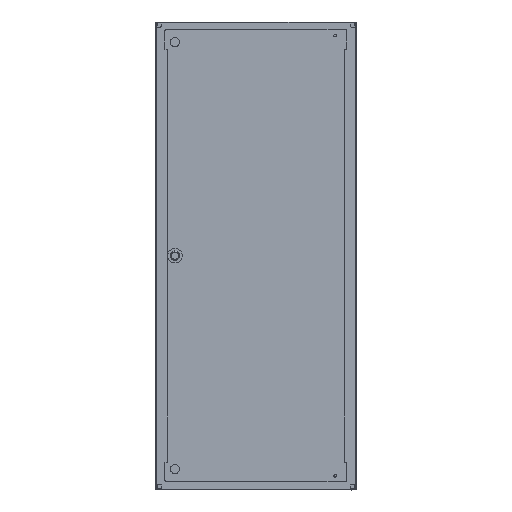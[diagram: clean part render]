
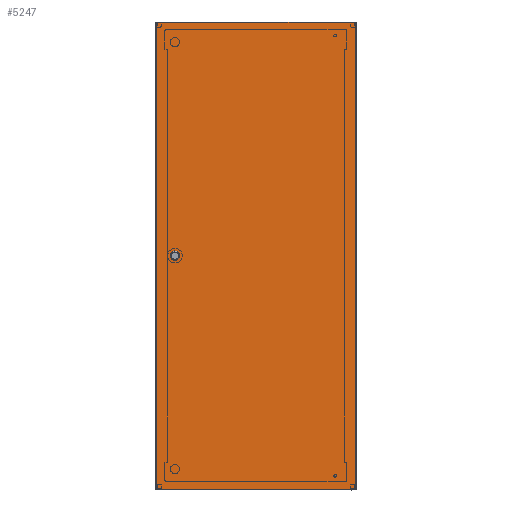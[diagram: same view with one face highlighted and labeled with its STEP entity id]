
A CAD part, top view. The second image highlights one B-rep face of the part: STEP entity #5247.
In plain terms, the highlighted face is planar.
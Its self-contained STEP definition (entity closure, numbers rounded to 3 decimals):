
#387 = FACE_OUTER_BOUND ( 'NONE', #3656, .T. ) ;
#569 = DIRECTION ( 'NONE',  ( -1., 0., 0. ) ) ;
#906 = ORIENTED_EDGE ( 'NONE', *, *, #2274, .F. ) ;
#978 = CARTESIAN_POINT ( 'NONE',  ( 228.5, 0., 0. ) ) ;
#1072 = CARTESIAN_POINT ( 'NONE',  ( 256.5, 0., 0. ) ) ;
#1205 = EDGE_CURVE ( 'NONE', #7669, #5064, #12505, .T. ) ;
#1217 = DIRECTION ( 'NONE',  ( -1., 0., 0. ) ) ;
#1267 = AXIS2_PLACEMENT_3D ( 'NONE', #2719, #12065, #1589 ) ;
#1329 = CARTESIAN_POINT ( 'NONE',  ( 297.5, -699.25, 0. ) ) ;
#1364 = DIRECTION ( 'NONE',  ( -1., 0., 0. ) ) ;
#1554 = CARTESIAN_POINT ( 'NONE',  ( 297.5, 699.25, 0. ) ) ;
#1589 = DIRECTION ( 'NONE',  ( -1., 0., 0. ) ) ;
#1756 = VECTOR ( 'NONE', #11432, 1000. ) ;
#1782 = CARTESIAN_POINT ( 'NONE',  ( 297.5, 699.25, 0. ) ) ;
#2070 = VECTOR ( 'NONE', #10816, 1000. ) ;
#2160 = ORIENTED_EDGE ( 'NONE', *, *, #3167, .F. ) ;
#2169 = LINE ( 'NONE', #4603, #7960 ) ;
#2274 = EDGE_CURVE ( 'NONE', #5064, #7669, #9157, .T. ) ;
#2719 = CARTESIAN_POINT ( 'NONE',  ( 242.5, 0., 0. ) ) ;
#2916 = CARTESIAN_POINT ( 'NONE',  ( -297.5, -699.25, 0. ) ) ;
#3155 = VERTEX_POINT ( 'NONE', #2916 ) ;
#3167 = EDGE_CURVE ( 'NONE', #11555, #12357, #6296, .T. ) ;
#3229 = EDGE_CURVE ( 'NONE', #10867, #11555, #4214, .T. ) ;
#3656 = EDGE_LOOP ( 'NONE', ( #4107, #2160, #4851, #8166 ) ) ;
#4107 = ORIENTED_EDGE ( 'NONE', *, *, #14089, .F. ) ;
#4214 = LINE ( 'NONE', #1554, #1756 ) ;
#4603 = CARTESIAN_POINT ( 'NONE',  ( -297.5, 699.25, 0. ) ) ;
#4692 = VECTOR ( 'NONE', #569, 1000. ) ;
#4707 = CARTESIAN_POINT ( 'NONE',  ( 297.5, -699.25, 0. ) ) ;
#4851 = ORIENTED_EDGE ( 'NONE', *, *, #3229, .F. ) ;
#5033 = PLANE ( 'NONE',  #14700 ) ;
#5064 = VERTEX_POINT ( 'NONE', #1072 ) ;
#5247 = ADVANCED_FACE ( 'NONE', ( #6179, #387 ), #5033, .T. ) ;
#6133 = LINE ( 'NONE', #1329, #2070 ) ;
#6179 = FACE_BOUND ( 'NONE', #13788, .T. ) ;
#6296 = LINE ( 'NONE', #1782, #4692 ) ;
#6829 = DIRECTION ( 'NONE',  ( 0., -1., 0. ) ) ;
#7195 = AXIS2_PLACEMENT_3D ( 'NONE', #7256, #11842, #1364 ) ;
#7256 = CARTESIAN_POINT ( 'NONE',  ( 242.5, 0., 0. ) ) ;
#7669 = VERTEX_POINT ( 'NONE', #978 ) ;
#7960 = VECTOR ( 'NONE', #6829, 1000. ) ;
#8166 = ORIENTED_EDGE ( 'NONE', *, *, #8457, .F. ) ;
#8218 = CARTESIAN_POINT ( 'NONE',  ( -297.5, 699.25, 0. ) ) ;
#8457 = EDGE_CURVE ( 'NONE', #3155, #10867, #6133, .T. ) ;
#8550 = CARTESIAN_POINT ( 'NONE',  ( 0., 0., 0. ) ) ;
#9157 = CIRCLE ( 'NONE', #7195, 14. ) ;
#10398 = ORIENTED_EDGE ( 'NONE', *, *, #1205, .F. ) ;
#10504 = CARTESIAN_POINT ( 'NONE',  ( 297.5, 699.25, 0. ) ) ;
#10816 = DIRECTION ( 'NONE',  ( 1., 0., 0. ) ) ;
#10867 = VERTEX_POINT ( 'NONE', #4707 ) ;
#11432 = DIRECTION ( 'NONE',  ( 0., 1., 0. ) ) ;
#11555 = VERTEX_POINT ( 'NONE', #10504 ) ;
#11694 = DIRECTION ( 'NONE',  ( 0., 0., -1. ) ) ;
#11842 = DIRECTION ( 'NONE',  ( 0., 0., -1. ) ) ;
#12065 = DIRECTION ( 'NONE',  ( 0., 0., -1. ) ) ;
#12357 = VERTEX_POINT ( 'NONE', #8218 ) ;
#12505 = CIRCLE ( 'NONE', #1267, 14. ) ;
#13788 = EDGE_LOOP ( 'NONE', ( #906, #10398 ) ) ;
#14089 = EDGE_CURVE ( 'NONE', #12357, #3155, #2169, .T. ) ;
#14700 = AXIS2_PLACEMENT_3D ( 'NONE', #8550, #11694, #1217 ) ;
